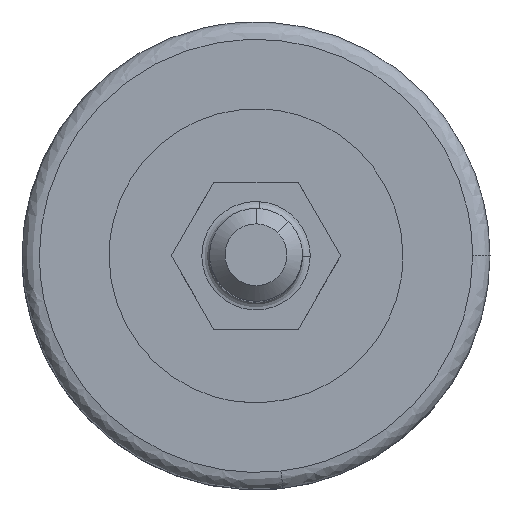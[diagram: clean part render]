
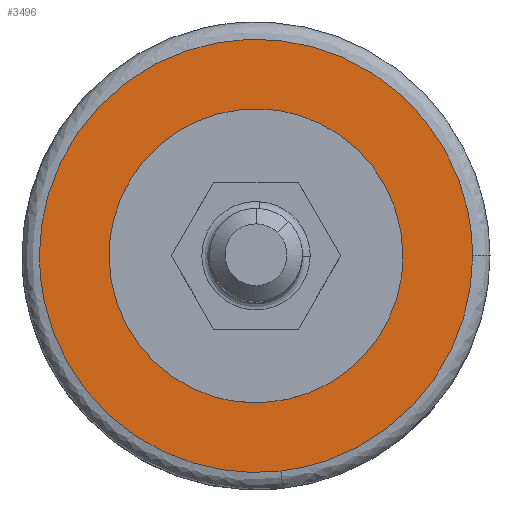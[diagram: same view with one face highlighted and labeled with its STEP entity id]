
A CAD part, top view. The second image highlights one B-rep face of the part: STEP entity #3496.
In plain terms, the highlighted free-form (B-spline) face has degree [1, 1] with [2, 2] control points.
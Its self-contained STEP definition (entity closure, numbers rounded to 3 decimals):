
#2630=CARTESIAN_POINT('',(-0.757,6.053,16.0));
#2631=VERTEX_POINT('',#2630);
#2637=CARTESIAN_POINT('',(-6.1,0.0,16.0));
#2638=VERTEX_POINT('',#2637);
#2639=CARTESIAN_POINT('',(-0.757,6.053,16.));
#2640=CARTESIAN_POINT('',(-6.1,5.384,16.));
#2641=CARTESIAN_POINT('',(-6.1,0.0,16.0));
#2649=(BOUNDED_CURVE()B_SPLINE_CURVE(2,(#2639,#2640,#2641),.UNSPECIFIED.,.F.,.U.)B_SPLINE_CURVE_WITH_KNOTS((3,3),(0.271,0.5),.UNSPECIFIED.)CURVE()GEOMETRIC_REPRESENTATION_ITEM()RATIONAL_B_SPLINE_CURVE((0.954,0.732,1.0))REPRESENTATION_ITEM(''));
#2650=EDGE_CURVE('',#2631,#2638,#2649,.T.);
#2652=CARTESIAN_POINT('',(0.053,-6.1,16.0));
#2653=VERTEX_POINT('',#2652);
#2654=CARTESIAN_POINT('',(-6.1,0.0,16.0));
#2655=CARTESIAN_POINT('',(-6.1,-6.1,16.0));
#2656=CARTESIAN_POINT('',(0.0,-6.1,16.0));
#2657=CARTESIAN_POINT('',(0.027,-6.1,16.));
#2658=CARTESIAN_POINT('',(0.053,-6.1,16.));
#2666=(BOUNDED_CURVE()B_SPLINE_CURVE(2,(#2654,#2655,#2656,#2657,#2658),.UNSPECIFIED.,.F.,.U.)B_SPLINE_CURVE_WITH_KNOTS((3,2,3),(0.5,0.75,0.752),.UNSPECIFIED.)CURVE()GEOMETRIC_REPRESENTATION_ITEM()RATIONAL_B_SPLINE_CURVE((1.0,0.707,1.0,0.998,0.996))REPRESENTATION_ITEM(''));
#2667=EDGE_CURVE('',#2638,#2653,#2666,.T.);
#2747=CARTESIAN_POINT('',(6.1,0.0,16.0));
#2748=VERTEX_POINT('',#2747);
#2749=CARTESIAN_POINT('',(0.053,-6.1,16.));
#2750=CARTESIAN_POINT('',(6.1,-6.047,16.));
#2751=CARTESIAN_POINT('',(6.1,0.0,16.0));
#2759=(BOUNDED_CURVE()B_SPLINE_CURVE(2,(#2749,#2750,#2751),.UNSPECIFIED.,.F.,.U.)B_SPLINE_CURVE_WITH_KNOTS((3,3),(0.752,1.0),.UNSPECIFIED.)CURVE()GEOMETRIC_REPRESENTATION_ITEM()RATIONAL_B_SPLINE_CURVE((0.996,0.709,1.0))REPRESENTATION_ITEM(''));
#2760=EDGE_CURVE('',#2653,#2748,#2759,.T.);
#2762=CARTESIAN_POINT('',(6.1,0.0,16.0));
#2763=CARTESIAN_POINT('',(6.1,6.1,16.0));
#2764=CARTESIAN_POINT('',(0.0,6.1,16.0));
#2765=CARTESIAN_POINT('',(-0.38,6.1,16.0));
#2766=CARTESIAN_POINT('',(-0.757,6.053,16.));
#2774=(BOUNDED_CURVE()B_SPLINE_CURVE(2,(#2762,#2763,#2764,#2765,#2766),.UNSPECIFIED.,.F.,.U.)B_SPLINE_CURVE_WITH_KNOTS((3,2,3),(0.0,0.25,0.271),.UNSPECIFIED.)CURVE()GEOMETRIC_REPRESENTATION_ITEM()RATIONAL_B_SPLINE_CURVE((1.0,0.707,1.0,0.975,0.954))REPRESENTATION_ITEM(''));
#2775=EDGE_CURVE('',#2748,#2631,#2774,.T.);
#3358=CARTESIAN_POINT('',(3.233,-27.813,16.0));
#3359=VERTEX_POINT('',#3358);
#3360=CARTESIAN_POINT('',(-28.0,0.0,16.0));
#3361=VERTEX_POINT('',#3360);
#3362=CARTESIAN_POINT('',(3.233,-27.813,16.));
#3363=CARTESIAN_POINT('',(1.622,-28.,16.));
#3364=CARTESIAN_POINT('',(0.0,-28.0,16.0));
#3365=CARTESIAN_POINT('',(-28.,-28.,16.0));
#3366=CARTESIAN_POINT('',(-28.0,0.0,16.0));
#3374=(BOUNDED_CURVE()B_SPLINE_CURVE(2,(#3362,#3363,#3364,#3365,#3366),.UNSPECIFIED.,.F.,.U.)B_SPLINE_CURVE_WITH_KNOTS((3,2,3),(0.73,0.75,1.0),.UNSPECIFIED.)CURVE()GEOMETRIC_REPRESENTATION_ITEM()RATIONAL_B_SPLINE_CURVE((0.957,0.977,1.0,0.707,1.0))REPRESENTATION_ITEM(''));
#3375=EDGE_CURVE('',#3359,#3361,#3374,.T.);
#3377=CARTESIAN_POINT('',(28.,0.,16.0));
#3378=VERTEX_POINT('',#3377);
#3379=CARTESIAN_POINT('',(-28.0,0.0,16.0));
#3380=CARTESIAN_POINT('',(-28.,28.,16.0));
#3381=CARTESIAN_POINT('',(0.0,28.0,16.0));
#3382=CARTESIAN_POINT('',(28.,28.,16.0));
#3383=CARTESIAN_POINT('',(28.,0.,16.0));
#3391=(BOUNDED_CURVE()B_SPLINE_CURVE(2,(#3379,#3380,#3381,#3382,#3383),.UNSPECIFIED.,.F.,.U.)B_SPLINE_CURVE_WITH_KNOTS((3,2,3),(0.0,0.25,0.5),.UNSPECIFIED.)CURVE()GEOMETRIC_REPRESENTATION_ITEM()RATIONAL_B_SPLINE_CURVE((1.0,0.707,1.0,0.707,1.0))REPRESENTATION_ITEM(''));
#3392=EDGE_CURVE('',#3361,#3378,#3391,.T.);
#3444=CARTESIAN_POINT('',(28.,0.,16.0));
#3445=CARTESIAN_POINT('',(28.0,-24.934,16.));
#3446=CARTESIAN_POINT('',(3.233,-27.813,16.));
#3454=(BOUNDED_CURVE()B_SPLINE_CURVE(2,(#3444,#3445,#3446),.UNSPECIFIED.,.F.,.U.)B_SPLINE_CURVE_WITH_KNOTS((3,3),(0.5,0.73),.UNSPECIFIED.)CURVE()GEOMETRIC_REPRESENTATION_ITEM()RATIONAL_B_SPLINE_CURVE((1.0,0.731,0.957))REPRESENTATION_ITEM(''));
#3455=EDGE_CURVE('',#3378,#3359,#3454,.T.);
#3480=CARTESIAN_POINT('',(-30.797,-30.797,16.0));
#3481=CARTESIAN_POINT('',(30.797,-30.797,16.0));
#3482=CARTESIAN_POINT('',(-30.797,30.797,16.0));
#3483=CARTESIAN_POINT('',(30.797,30.797,16.0));
#3484=B_SPLINE_SURFACE_WITH_KNOTS('',1,1,((#3480,#3482),(#3481,#3483)),.UNSPECIFIED.,.F.,.F.,.U.,(2,2),(2,2),(0.0,61.594),(0.0,61.594),.UNSPECIFIED.);
#3485=ORIENTED_EDGE('',*,*,#3375,.F.);
#3486=ORIENTED_EDGE('',*,*,#3455,.F.);
#3487=ORIENTED_EDGE('',*,*,#3392,.F.);
#3488=EDGE_LOOP('',(#3485,#3486,#3487));
#3489=FACE_OUTER_BOUND('',#3488,.T.);
#3490=ORIENTED_EDGE('',*,*,#2667,.F.);
#3491=ORIENTED_EDGE('',*,*,#2650,.F.);
#3492=ORIENTED_EDGE('',*,*,#2775,.F.);
#3493=ORIENTED_EDGE('',*,*,#2760,.F.);
#3494=EDGE_LOOP('',(#3490,#3491,#3492,#3493));
#3495=FACE_BOUND('',#3494,.T.);
#3496=ADVANCED_FACE('',(#3489,#3495),#3484,.T.);
